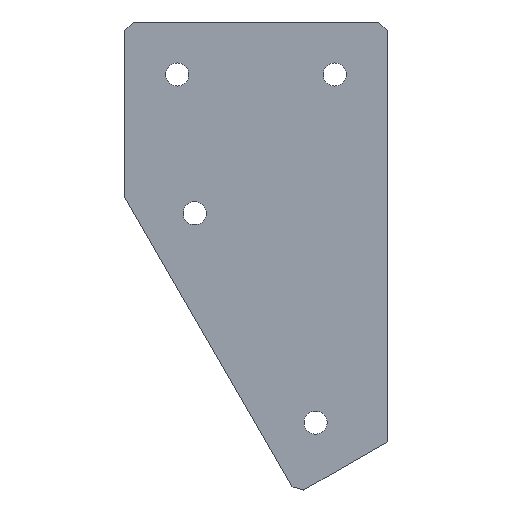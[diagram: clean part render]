
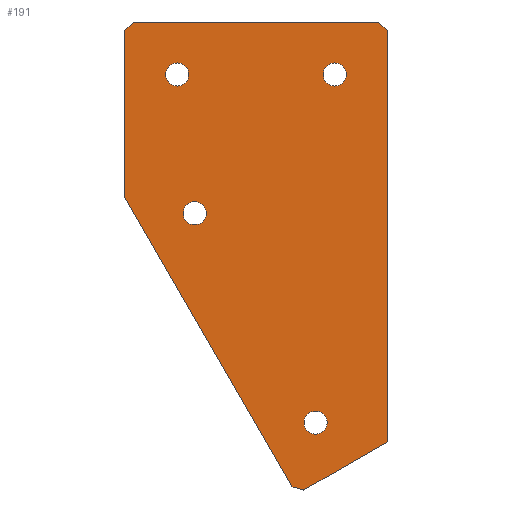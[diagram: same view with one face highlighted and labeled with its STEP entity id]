
A CAD part, top view. The second image highlights one B-rep face of the part: STEP entity #191.
In plain terms, the highlighted planar face has unit normal (0, 0, 1).
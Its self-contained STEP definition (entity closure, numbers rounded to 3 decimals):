
#2 = EDGE_CURVE ( 'NONE', #205, #376, #290, .T. ) ;
#10 = LINE ( 'NONE', #397, #129 ) ;
#15 = CIRCLE ( 'NONE', #104, 3.3 ) ;
#16 = VECTOR ( 'NONE', #219, 1000. ) ;
#18 = DIRECTION ( 'NONE',  ( -0.707, 0.707, 0. ) ) ;
#22 = DIRECTION ( 'NONE',  ( 1., 0., 0. ) ) ;
#24 = CARTESIAN_POINT ( 'NONE',  ( -29.985, -111.905, 0. ) ) ;
#25 = DIRECTION ( 'NONE',  ( 0., 0., -1. ) ) ;
#31 = FACE_BOUND ( 'NONE', #173, .T. ) ;
#33 = DIRECTION ( 'NONE',  ( 0., 1., 0. ) ) ;
#35 = CIRCLE ( 'NONE', #157, 3.3 ) ;
#42 = EDGE_CURVE ( 'NONE', #363, #588, #35, .T. ) ;
#45 = ORIENTED_EDGE ( 'NONE', *, *, #130, .T. ) ;
#46 = CIRCLE ( 'NONE', #203, 3.3 ) ;
#47 = CIRCLE ( 'NONE', #116, 3.3 ) ;
#49 = CARTESIAN_POINT ( 'NONE',  ( 60., -18.3, 0. ) ) ;
#50 = ORIENTED_EDGE ( 'NONE', *, *, #486, .T. ) ;
#51 = EDGE_CURVE ( 'NONE', #197, #298, #626, .T. ) ;
#53 = DIRECTION ( 'NONE',  ( 0., 1., 0. ) ) ;
#54 = AXIS2_PLACEMENT_3D ( 'NONE', #343, #490, #105 ) ;
#55 = LINE ( 'NONE', #251, #185 ) ;
#58 = CARTESIAN_POINT ( 'NONE',  ( 15., -15., 0. ) ) ;
#61 = DIRECTION ( 'NONE',  ( 0., 0., -1. ) ) ;
#77 = ORIENTED_EDGE ( 'NONE', *, *, #312, .T. ) ;
#78 = EDGE_CURVE ( 'NONE', #338, #388, #55, .T. ) ;
#82 = EDGE_LOOP ( 'NONE', ( #269, #77 ) ) ;
#94 = CIRCLE ( 'NONE', #140, 3.3 ) ;
#103 = ORIENTED_EDGE ( 'NONE', *, *, #382, .F. ) ;
#104 = AXIS2_PLACEMENT_3D ( 'NONE', #199, #61, #339 ) ;
#105 = DIRECTION ( 'NONE',  ( 0., 1., 0. ) ) ;
#106 = AXIS2_PLACEMENT_3D ( 'NONE', #576, #362, #33 ) ;
#107 = CARTESIAN_POINT ( 'NONE',  ( 15., -18.3, 0. ) ) ;
#114 = FACE_BOUND ( 'NONE', #82, .T. ) ;
#116 = AXIS2_PLACEMENT_3D ( 'NONE', #406, #299, #452 ) ;
#125 = CARTESIAN_POINT ( 'NONE',  ( 2.5, 0., 0. ) ) ;
#129 = VECTOR ( 'NONE', #200, 1000. ) ;
#130 = EDGE_CURVE ( 'NONE', #625, #369, #15, .T. ) ;
#134 = CARTESIAN_POINT ( 'NONE',  ( 0., 0., 0. ) ) ;
#136 = LINE ( 'NONE', #134, #473 ) ;
#138 = ORIENTED_EDGE ( 'NONE', *, *, #139, .T. ) ;
#139 = EDGE_CURVE ( 'NONE', #298, #197, #46, .T. ) ;
#140 = AXIS2_PLACEMENT_3D ( 'NONE', #145, #480, #240 ) ;
#145 = CARTESIAN_POINT ( 'NONE',  ( 60., -15., 0. ) ) ;
#153 = DIRECTION ( 'NONE',  ( -0.707, -0.707, 0. ) ) ;
#157 = AXIS2_PLACEMENT_3D ( 'NONE', #58, #595, #53 ) ;
#159 = VECTOR ( 'NONE', #404, 1000. ) ;
#164 = CARTESIAN_POINT ( 'NONE',  ( 0., 0., 0. ) ) ;
#169 = VERTEX_POINT ( 'NONE', #424 ) ;
#173 = EDGE_LOOP ( 'NONE', ( #354, #138 ) ) ;
#174 = CARTESIAN_POINT ( 'NONE',  ( 15., -11.7, 0. ) ) ;
#182 = ORIENTED_EDGE ( 'NONE', *, *, #592, .T. ) ;
#185 = VECTOR ( 'NONE', #18, 1000. ) ;
#190 = CARTESIAN_POINT ( 'NONE',  ( 20., -57.941, 0. ) ) ;
#191 = ADVANCED_FACE ( 'NONE', ( #361, #114, #211, #31, #412 ), #304, .T. ) ;
#196 = DIRECTION ( 'NONE',  ( -0.866, -0.5, 0. ) ) ;
#197 = VERTEX_POINT ( 'NONE', #464 ) ;
#199 = CARTESIAN_POINT ( 'NONE',  ( 20., -54.641, 0. ) ) ;
#200 = DIRECTION ( 'NONE',  ( 0., -1., 0. ) ) ;
#203 = AXIS2_PLACEMENT_3D ( 'NONE', #545, #293, #496 ) ;
#205 = VERTEX_POINT ( 'NONE', #125 ) ;
#210 = CARTESIAN_POINT ( 'NONE',  ( 20., -51.341, 0. ) ) ;
#211 = FACE_BOUND ( 'NONE', #593, .T. ) ;
#219 = DIRECTION ( 'NONE',  ( 0.966, -0.259, 0. ) ) ;
#226 = ORIENTED_EDGE ( 'NONE', *, *, #231, .F. ) ;
#231 = EDGE_CURVE ( 'NONE', #466, #376, #136, .T. ) ;
#240 = DIRECTION ( 'NONE',  ( 0., 1., 0. ) ) ;
#241 = ORIENTED_EDGE ( 'NONE', *, *, #421, .F. ) ;
#244 = ORIENTED_EDGE ( 'NONE', *, *, #42, .T. ) ;
#246 = CARTESIAN_POINT ( 'NONE',  ( 49.019, -134.904, 0. ) ) ;
#251 = CARTESIAN_POINT ( 'NONE',  ( 36.25, 36.25, 0. ) ) ;
#256 = AXIS2_PLACEMENT_3D ( 'NONE', #567, #25, #277 ) ;
#259 = EDGE_CURVE ( 'NONE', #169, #308, #401, .T. ) ;
#263 = LINE ( 'NONE', #461, #483 ) ;
#269 = ORIENTED_EDGE ( 'NONE', *, *, #259, .T. ) ;
#270 = CARTESIAN_POINT ( 'NONE',  ( 75., -119.904, 0. ) ) ;
#277 = DIRECTION ( 'NONE',  ( 0., 1., 0. ) ) ;
#290 = LINE ( 'NONE', #335, #554 ) ;
#293 = DIRECTION ( 'NONE',  ( 0., 0., -1. ) ) ;
#298 = VERTEX_POINT ( 'NONE', #390 ) ;
#299 = DIRECTION ( 'NONE',  ( 0., 0., -1. ) ) ;
#304 = PLANE ( 'NONE',  #389 ) ;
#308 = VERTEX_POINT ( 'NONE', #49 ) ;
#311 = CARTESIAN_POINT ( 'NONE',  ( 51.184, -133.654, 0. ) ) ;
#312 = EDGE_CURVE ( 'NONE', #308, #169, #94, .T. ) ;
#334 = EDGE_CURVE ( 'NONE', #369, #625, #47, .T. ) ;
#335 = CARTESIAN_POINT ( 'NONE',  ( 1.25, -1.25, 0. ) ) ;
#338 = VERTEX_POINT ( 'NONE', #492 ) ;
#339 = DIRECTION ( 'NONE',  ( 0., 1., 0. ) ) ;
#342 = CIRCLE ( 'NONE', #106, 3.3 ) ;
#343 = CARTESIAN_POINT ( 'NONE',  ( 54.51, -114.413, 0. ) ) ;
#354 = ORIENTED_EDGE ( 'NONE', *, *, #51, .T. ) ;
#361 = FACE_BOUND ( 'NONE', #384, .T. ) ;
#362 = DIRECTION ( 'NONE',  ( 0., 0., -1. ) ) ;
#363 = VERTEX_POINT ( 'NONE', #107 ) ;
#368 = EDGE_CURVE ( 'NONE', #468, #541, #547, .T. ) ;
#369 = VERTEX_POINT ( 'NONE', #210 ) ;
#371 = CARTESIAN_POINT ( 'NONE',  ( 0., -50., 0. ) ) ;
#376 = VERTEX_POINT ( 'NONE', #442 ) ;
#382 = EDGE_CURVE ( 'NONE', #584, #466, #543, .T. ) ;
#384 = EDGE_LOOP ( 'NONE', ( #50, #244 ) ) ;
#388 = VERTEX_POINT ( 'NONE', #553 ) ;
#389 = AXIS2_PLACEMENT_3D ( 'NONE', #164, #560, #22 ) ;
#390 = CARTESIAN_POINT ( 'NONE',  ( 54.51, -117.713, 0. ) ) ;
#392 = ORIENTED_EDGE ( 'NONE', *, *, #334, .T. ) ;
#397 = CARTESIAN_POINT ( 'NONE',  ( 75., 0., 0. ) ) ;
#401 = CIRCLE ( 'NONE', #256, 3.3 ) ;
#404 = DIRECTION ( 'NONE',  ( -0.5, 0.866, 0. ) ) ;
#406 = CARTESIAN_POINT ( 'NONE',  ( 20., -54.641, 0. ) ) ;
#412 = FACE_OUTER_BOUND ( 'NONE', #564, .T. ) ;
#420 = DIRECTION ( 'NONE',  ( 1., 0., 0. ) ) ;
#421 = EDGE_CURVE ( 'NONE', #338, #468, #10, .T. ) ;
#424 = CARTESIAN_POINT ( 'NONE',  ( 60., -11.7, 0. ) ) ;
#434 = VECTOR ( 'NONE', #196, 1000. ) ;
#442 = CARTESIAN_POINT ( 'NONE',  ( 0., -2.5, 0. ) ) ;
#452 = DIRECTION ( 'NONE',  ( 0., 1., 0. ) ) ;
#461 = CARTESIAN_POINT ( 'NONE',  ( 0., 0., 0. ) ) ;
#464 = CARTESIAN_POINT ( 'NONE',  ( 54.51, -111.113, 0. ) ) ;
#465 = LINE ( 'NONE', #24, #16 ) ;
#466 = VERTEX_POINT ( 'NONE', #371 ) ;
#468 = VERTEX_POINT ( 'NONE', #270 ) ;
#473 = VECTOR ( 'NONE', #563, 1000. ) ;
#480 = DIRECTION ( 'NONE',  ( 0., 0., -1. ) ) ;
#483 = VECTOR ( 'NONE', #420, 1000. ) ;
#486 = EDGE_CURVE ( 'NONE', #588, #363, #342, .T. ) ;
#490 = DIRECTION ( 'NONE',  ( 0., 0., -1. ) ) ;
#492 = CARTESIAN_POINT ( 'NONE',  ( 75., -2.5, 0. ) ) ;
#496 = DIRECTION ( 'NONE',  ( 0., 1., 0. ) ) ;
#507 = CARTESIAN_POINT ( 'NONE',  ( 0., -50., 0. ) ) ;
#522 = ORIENTED_EDGE ( 'NONE', *, *, #368, .F. ) ;
#532 = ORIENTED_EDGE ( 'NONE', *, *, #573, .F. ) ;
#541 = VERTEX_POINT ( 'NONE', #311 ) ;
#543 = LINE ( 'NONE', #507, #159 ) ;
#545 = CARTESIAN_POINT ( 'NONE',  ( 54.51, -114.413, 0. ) ) ;
#547 = LINE ( 'NONE', #246, #434 ) ;
#548 = ORIENTED_EDGE ( 'NONE', *, *, #2, .T. ) ;
#553 = CARTESIAN_POINT ( 'NONE',  ( 72.5, 0., 0. ) ) ;
#554 = VECTOR ( 'NONE', #153, 1000. ) ;
#560 = DIRECTION ( 'NONE',  ( 0., 0., 1. ) ) ;
#563 = DIRECTION ( 'NONE',  ( 0., 1., 0. ) ) ;
#564 = EDGE_LOOP ( 'NONE', ( #103, #182, #522, #241, #622, #532, #548, #226 ) ) ;
#567 = CARTESIAN_POINT ( 'NONE',  ( 60., -15., 0. ) ) ;
#573 = EDGE_CURVE ( 'NONE', #205, #388, #263, .T. ) ;
#576 = CARTESIAN_POINT ( 'NONE',  ( 15., -15., 0. ) ) ;
#584 = VERTEX_POINT ( 'NONE', #610 ) ;
#588 = VERTEX_POINT ( 'NONE', #174 ) ;
#592 = EDGE_CURVE ( 'NONE', #584, #541, #465, .T. ) ;
#593 = EDGE_LOOP ( 'NONE', ( #392, #45 ) ) ;
#595 = DIRECTION ( 'NONE',  ( 0., 0., -1. ) ) ;
#610 = CARTESIAN_POINT ( 'NONE',  ( 47.769, -132.739, 0. ) ) ;
#622 = ORIENTED_EDGE ( 'NONE', *, *, #78, .T. ) ;
#625 = VERTEX_POINT ( 'NONE', #190 ) ;
#626 = CIRCLE ( 'NONE', #54, 3.3 ) ;
